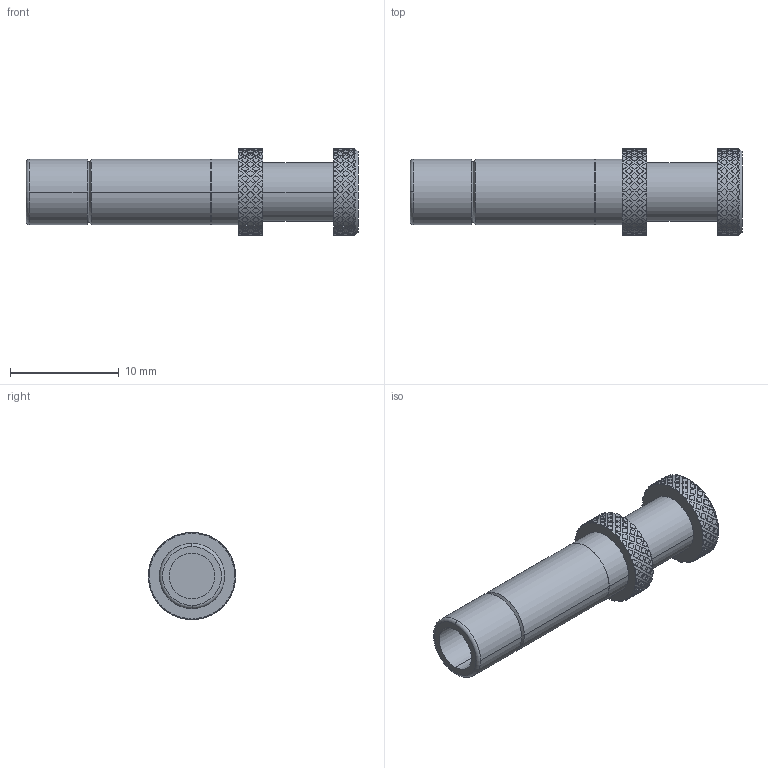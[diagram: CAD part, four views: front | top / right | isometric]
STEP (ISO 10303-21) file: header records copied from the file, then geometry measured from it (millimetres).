
FILE_DESCRIPTION(('STEP AP214'),'1');
FILE_NAME('3626_06_00.stp','2016-07-07T14:25:48',('TraceParts'),('TraceParts S.A.'),'Spatial InterOp 3D',' ',' ');
FILE_SCHEMA(('automotive_design'));
Length unit declared in the file: millimetre
Products named in the file (1): 1
Bounding box: 30.5 x 8 x 8 mm (x, y, z)
Volume: 527.6 mm3; surface area: 1164.1 mm2
Topology: 1 solids, 1 shells, 1250 faces, 3273 edges, 2175 vertices
Faces by surface type: plane 958, cylinder 284, cone 6, torus 2
Entity records: 39761 total; most frequent: DIRECTION 7902, CARTESIAN_POINT 6799, ORIENTED_EDGE 6546, AXIS2_PLACEMENT_3D 3428, EDGE_CURVE 3273, VERTEX_POINT 2175, ELLIPSE 1936, EDGE_LOOP 1400
